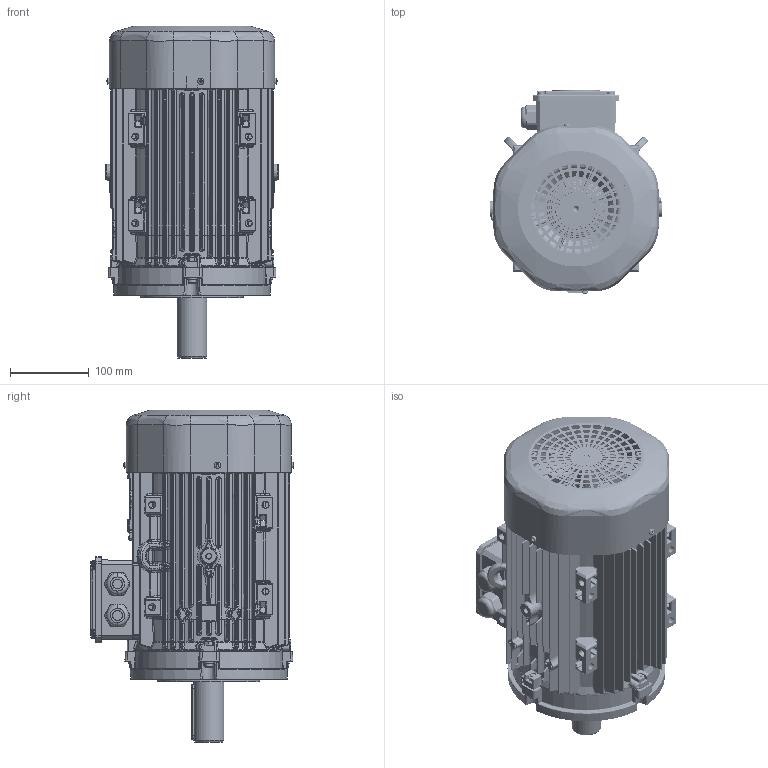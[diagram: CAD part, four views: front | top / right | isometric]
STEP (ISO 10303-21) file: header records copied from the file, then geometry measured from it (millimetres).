
FILE_DESCRIPTION(/* description */ (''),/* implementation_level */ '2;1');
FILE_NAME(/* name */ '6441143xx_AA.stp',/* time_stamp */ '2017-11-09T11:40:29+03:00',/* author */ (''),/* organization */ (''),/* preprocessor_version */ 'ST-DEVELOPER v15',/* originating_system */ 'SIEMENS PLM Software NX 9.0',/* authorisation */ '');
FILE_SCHEMA (('AUTOMOTIVE_DESIGN { 1 0 10303 214 3 1 1 1 }'));
Products named in the file (1): Ar311510F8055401
Bounding box: 219 x 259.08 x 422 mm (x, y, z)
Surface area: 808709.3 mm2 (no closed solid volume)
Topology: 0 solids, 125 shells, 7828 faces, 21429 edges, 13091 vertices
Faces by surface type: bspline 2473, cylinder 2455, plane 1521, sphere 510, torus 468, cone 401
Full cylindrical faces by diameter (mm): 4 x1, 4.722 x2, 5 x2, 6 x7, 8 x9, 8.5 x4, 10 x8, 10.3 x1, 13 x1, 29 x1, 29.2 x1, 29.5 x1, 30 x1, 37.4 x1, 38 x1, 40 x1, 57.4 x1, 58.667 x1, 61 x1, 130 x1
Entity records: 308066 total; most frequent: CARTESIAN_POINT 129249, ORIENTED_EDGE 36315, DIRECTION 35337, EDGE_CURVE 20920, AXIS2_PLACEMENT_3D 14516, VERTEX_POINT 13013, EDGE_LOOP 8230, ADVANCED_FACE 7828
